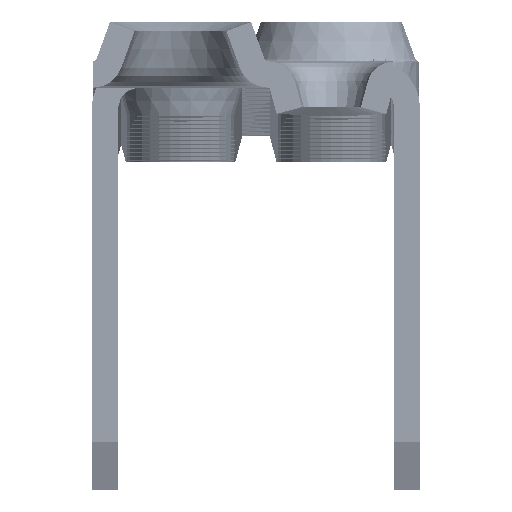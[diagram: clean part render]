
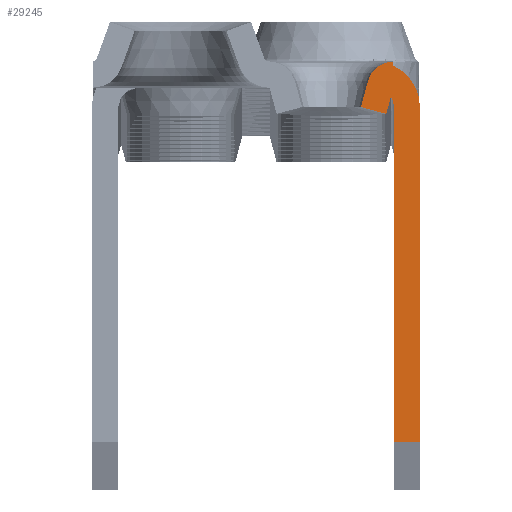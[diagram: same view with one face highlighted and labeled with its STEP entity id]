
A CAD part, top view. The second image highlights one B-rep face of the part: STEP entity #29245.
In plain terms, the highlighted planar face has unit normal (0, 0, 1).
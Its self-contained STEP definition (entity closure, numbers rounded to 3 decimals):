
#1660 = ORIENTED_EDGE ( 'NONE', *, *, #51091, .F. ) ;
#2274 = CARTESIAN_POINT ( 'NONE',  ( -308.72, 0., 2125. ) ) ;
#3737 = DIRECTION ( 'NONE',  ( 0.259, 0.966, 0. ) ) ;
#7098 = EDGE_CURVE ( 'NONE', #100619, #35890, #96216, .T. ) ;
#17307 = VERTEX_POINT ( 'NONE', #113656 ) ;
#17451 = VECTOR ( 'NONE', #97006, 1000. ) ;
#17847 = CARTESIAN_POINT ( 'NONE',  ( 5.75, 17.132, 2125. ) ) ;
#17870 = VERTEX_POINT ( 'NONE', #108575 ) ;
#18530 = CARTESIAN_POINT ( 'NONE',  ( 10.5, 25.5, 2125. ) ) ;
#20479 = ORIENTED_EDGE ( 'NONE', *, *, #112251, .T. ) ;
#21161 = EDGE_LOOP ( 'NONE', ( #81457, #20479, #140876, #1660, #50683, #133938, #30037, #115994, #84520, #80864 ) ) ;
#23217 = DIRECTION ( 'NONE',  ( 0., 1., 0. ) ) ;
#27868 = EDGE_CURVE ( 'NONE', #100619, #95383, #74357, .T. ) ;
#29245 = ADVANCED_FACE ( 'NONE', ( #152717 ), #151940, .F. ) ;
#30037 = ORIENTED_EDGE ( 'NONE', *, *, #27868, .F. ) ;
#35595 = CARTESIAN_POINT ( 'NONE',  ( 10.5, 0., 2125. ) ) ;
#35890 = VERTEX_POINT ( 'NONE', #110091 ) ;
#36123 = LINE ( 'NONE', #2274, #98465 ) ;
#38133 = VECTOR ( 'NONE', #130742, 1000. ) ;
#40084 = VERTEX_POINT ( 'NONE', #128559 ) ;
#42511 = CARTESIAN_POINT ( 'NONE',  ( 8.531, 27.51, 2125. ) ) ;
#42857 = EDGE_CURVE ( 'NONE', #40084, #86959, #36123, .T. ) ;
#44068 = VECTOR ( 'NONE', #145909, 1000. ) ;
#44948 = CIRCLE ( 'NONE', #50045, 1.5 ) ;
#50045 = AXIS2_PLACEMENT_3D ( 'NONE', #98916, #134325, #124800 ) ;
#50683 = ORIENTED_EDGE ( 'NONE', *, *, #93897, .T. ) ;
#51091 = EDGE_CURVE ( 'NONE', #98433, #17307, #86333, .T. ) ;
#57926 = EDGE_CURVE ( 'NONE', #17870, #17307, #111225, .T. ) ;
#60408 = DIRECTION ( 'NONE',  ( 0., 0., 1. ) ) ;
#60985 = CARTESIAN_POINT ( 'NONE',  ( 5.75, 26.122, 2125. ) ) ;
#64268 = VERTEX_POINT ( 'NONE', #42511 ) ;
#66485 = CARTESIAN_POINT ( 'NONE',  ( 7.998, 25.52, 2125. ) ) ;
#68370 = CIRCLE ( 'NONE', #98478, 2.01 ) ;
#69670 = CARTESIAN_POINT ( 'NONE',  ( 9.929, 25.002, 2125. ) ) ;
#74357 = LINE ( 'NONE', #60985, #44068 ) ;
#75301 = LINE ( 'NONE', #17847, #127078 ) ;
#77049 = VECTOR ( 'NONE', #111495, 1000. ) ;
#79411 = AXIS2_PLACEMENT_3D ( 'NONE', #105515, #140923, #92940 ) ;
#79782 = DIRECTION ( 'NONE',  ( 0., 0., 1. ) ) ;
#80864 = ORIENTED_EDGE ( 'NONE', *, *, #142531, .F. ) ;
#81457 = ORIENTED_EDGE ( 'NONE', *, *, #42857, .F. ) ;
#84520 = ORIENTED_EDGE ( 'NONE', *, *, #89105, .F. ) ;
#86333 = LINE ( 'NONE', #112248, #77049 ) ;
#86959 = VERTEX_POINT ( 'NONE', #35595 ) ;
#89105 = EDGE_CURVE ( 'NONE', #152706, #35890, #44948, .T. ) ;
#90822 = DIRECTION ( 'NONE',  ( -1., 0., 0. ) ) ;
#92940 = DIRECTION ( 'NONE',  ( -1., 0., 0. ) ) ;
#93586 = AXIS2_PLACEMENT_3D ( 'NONE', #106839, #60408, #155583 ) ;
#93897 = EDGE_CURVE ( 'NONE', #98433, #64268, #68370, .T. ) ;
#95256 = VECTOR ( 'NONE', #23217, 1000. ) ;
#95383 = VERTEX_POINT ( 'NONE', #66485 ) ;
#96216 = LINE ( 'NONE', #121358, #17451 ) ;
#97006 = DIRECTION ( 'NONE',  ( 0.259, 0.966, 0. ) ) ;
#97430 = DIRECTION ( 'NONE',  ( -1., 0., 0. ) ) ;
#98433 = VERTEX_POINT ( 'NONE', #111869 ) ;
#98465 = VECTOR ( 'NONE', #97430, 1000. ) ;
#98478 = AXIS2_PLACEMENT_3D ( 'NONE', #102618, #79782, #90822 ) ;
#98916 = CARTESIAN_POINT ( 'NONE',  ( 9., 25.5, 2125. ) ) ;
#100619 = VERTEX_POINT ( 'NONE', #69670 ) ;
#102618 = CARTESIAN_POINT ( 'NONE',  ( 10.472, 26.99, 2125. ) ) ;
#105515 = CARTESIAN_POINT ( 'NONE',  ( -308.72, 0., 2125. ) ) ;
#106839 = CARTESIAN_POINT ( 'NONE',  ( 9., 25.5, 2125. ) ) ;
#107940 = CARTESIAN_POINT ( 'NONE',  ( 10.5, 29., 2125. ) ) ;
#108575 = CARTESIAN_POINT ( 'NONE',  ( 12.5, 25.5, 2125. ) ) ;
#110091 = CARTESIAN_POINT ( 'NONE',  ( 10.275, 26.291, 2125. ) ) ;
#111225 = CIRCLE ( 'NONE', #93586, 3.5 ) ;
#111495 = DIRECTION ( 'NONE',  ( 0., -1., 0. ) ) ;
#111869 = CARTESIAN_POINT ( 'NONE',  ( 10.472, 29., 2125. ) ) ;
#112248 = CARTESIAN_POINT ( 'NONE',  ( 10.472, 26.99, 2125. ) ) ;
#112251 = EDGE_CURVE ( 'NONE', #40084, #17870, #121470, .T. ) ;
#113656 = CARTESIAN_POINT ( 'NONE',  ( 10.472, 28.675, 2125. ) ) ;
#115994 = ORIENTED_EDGE ( 'NONE', *, *, #7098, .T. ) ;
#117965 = EDGE_CURVE ( 'NONE', #95383, #64268, #75301, .T. ) ;
#120514 = LINE ( 'NONE', #107940, #38133 ) ;
#121358 = CARTESIAN_POINT ( 'NONE',  ( 5.75, 9.405, 2125. ) ) ;
#121470 = LINE ( 'NONE', #130916, #95256 ) ;
#124800 = DIRECTION ( 'NONE',  ( -1., 0., 0. ) ) ;
#127078 = VECTOR ( 'NONE', #3737, 1000. ) ;
#128559 = CARTESIAN_POINT ( 'NONE',  ( 12.5, 0., 2125. ) ) ;
#130742 = DIRECTION ( 'NONE',  ( 0., 1., 0. ) ) ;
#130916 = CARTESIAN_POINT ( 'NONE',  ( 12.5, 29., 2125. ) ) ;
#133938 = ORIENTED_EDGE ( 'NONE', *, *, #117965, .F. ) ;
#134325 = DIRECTION ( 'NONE',  ( 0., 0., 1. ) ) ;
#140876 = ORIENTED_EDGE ( 'NONE', *, *, #57926, .T. ) ;
#140923 = DIRECTION ( 'NONE',  ( 0., 0., -1. ) ) ;
#142531 = EDGE_CURVE ( 'NONE', #86959, #152706, #120514, .T. ) ;
#145909 = DIRECTION ( 'NONE',  ( -0.966, 0.259, 0. ) ) ;
#151940 = PLANE ( 'NONE',  #79411 ) ;
#152706 = VERTEX_POINT ( 'NONE', #18530 ) ;
#152717 = FACE_OUTER_BOUND ( 'NONE', #21161, .T. ) ;
#155583 = DIRECTION ( 'NONE',  ( -1., 0., 0. ) ) ;
